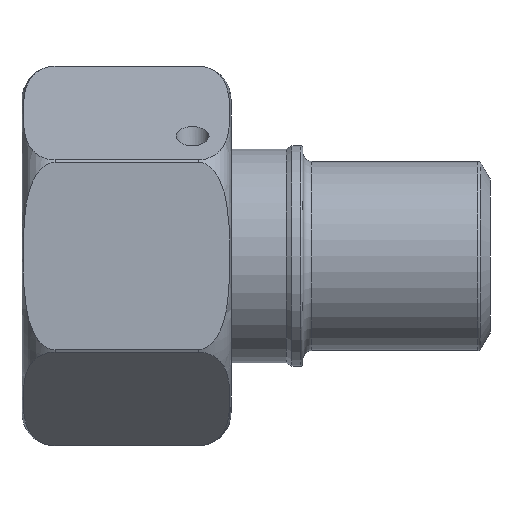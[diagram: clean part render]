
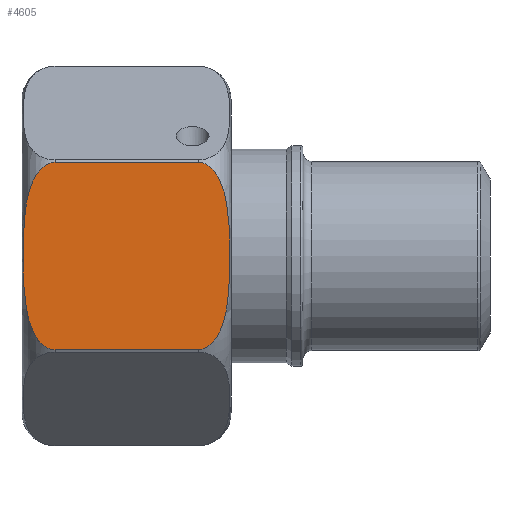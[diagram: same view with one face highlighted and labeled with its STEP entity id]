
A CAD part, front view. The second image highlights one B-rep face of the part: STEP entity #4605.
In plain terms, the highlighted planar face has unit normal (0, -1, 0).
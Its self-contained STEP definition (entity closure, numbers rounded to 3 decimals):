
#261=LINE('',#7202,#804);
#263=LINE('',#7208,#806);
#804=VECTOR('',#5501,1.);
#806=VECTOR('',#5507,1.);
#1192=B_SPLINE_CURVE_WITH_KNOTS('',3,(#7077,#7078,#7079,#7080,#7081,#7082,
#7083,#7084,#7085,#7086,#7087,#7088,#7089,#7090,#7091,#7092,#7093,#7094,
#7095,#7096,#7097,#7098),.UNSPECIFIED.,.F.,.F.,(4,2,2,2,2,2,2,2,2,2,4),
(0.917,0.985,1.075,1.222,
1.528,1.834,2.139,2.445,2.592,
2.682,2.75),.UNSPECIFIED.);
#1197=B_SPLINE_CURVE_WITH_KNOTS('',3,(#7239,#7240,#7241,#7242,#7243,#7244,
#7245,#7246,#7247,#7248,#7249,#7250,#7251,#7252,#7253,#7254,#7255,#7256,
#7257,#7258,#7259,#7260,#7261),.UNSPECIFIED.,.F.,.F.,(4,2,2,2,2,3,2,2,2,
2,4),(2.75,2.818,2.908,3.056,
3.361,3.667,3.973,4.279,4.426,
4.516,4.584),.UNSPECIFIED.);
#1232=PLANE('',#5011);
#1459=FACE_OUTER_BOUND('',#1727,.T.);
#1727=EDGE_LOOP('',(#3491,#3492,#3493,#3494));
#2243=VERTEX_POINT('',#7074);
#2244=VERTEX_POINT('',#7076);
#2253=VERTEX_POINT('',#7201);
#2255=VERTEX_POINT('',#7207);
#2699=EDGE_CURVE('',#2244,#2243,#1192,.T.);
#2709=EDGE_CURVE('',#2243,#2253,#261,.T.);
#2712=EDGE_CURVE('',#2255,#2244,#263,.T.);
#2728=EDGE_CURVE('',#2253,#2255,#1197,.T.);
#3491=ORIENTED_EDGE('',*,*,#2712,.T.);
#3492=ORIENTED_EDGE('',*,*,#2699,.T.);
#3493=ORIENTED_EDGE('',*,*,#2709,.T.);
#3494=ORIENTED_EDGE('',*,*,#2728,.T.);
#4605=ADVANCED_FACE('',(#1459),#1232,.F.);
#5011=AXIS2_PLACEMENT_3D('',#7455,#5604,#5605);
#5501=DIRECTION('',(1.,0.,0.));
#5507=DIRECTION('',(-1.,0.,0.));
#5604=DIRECTION('center_axis',(0.,1.,0.));
#5605=DIRECTION('ref_axis',(0.,0.,1.));
#7074=CARTESIAN_POINT('',(3.,-15.,-8.518));
#7076=CARTESIAN_POINT('',(3.,-15.,8.518));
#7077=CARTESIAN_POINT('Ctrl Pts',(3.,-15.,8.518));
#7078=CARTESIAN_POINT('Ctrl Pts',(2.773,-15.,8.518));
#7079=CARTESIAN_POINT('Ctrl Pts',(2.509,-15.,8.452));
#7080=CARTESIAN_POINT('Ctrl Pts',(2.036,-15.,8.22));
#7081=CARTESIAN_POINT('Ctrl Pts',(1.763,-15.,7.986));
#7082=CARTESIAN_POINT('Ctrl Pts',(1.252,-15.,7.382));
#7083=CARTESIAN_POINT('Ctrl Pts',(0.986,-15.,6.857));
#7084=CARTESIAN_POINT('Ctrl Pts',(0.463,-15.,5.441));
#7085=CARTESIAN_POINT('Ctrl Pts',(0.3,-15.,4.35));
#7086=CARTESIAN_POINT('Ctrl Pts',(0.116,-15.,2.139));
#7087=CARTESIAN_POINT('Ctrl Pts',(0.095,-15.,1.019));
#7088=CARTESIAN_POINT('Ctrl Pts',(0.095,-15.,-1.019));
#7089=CARTESIAN_POINT('Ctrl Pts',(0.116,-15.,-2.139));
#7090=CARTESIAN_POINT('Ctrl Pts',(0.3,-15.,-4.35));
#7091=CARTESIAN_POINT('Ctrl Pts',(0.463,-15.,-5.441));
#7092=CARTESIAN_POINT('Ctrl Pts',(0.986,-15.,-6.857));
#7093=CARTESIAN_POINT('Ctrl Pts',(1.252,-15.,-7.382));
#7094=CARTESIAN_POINT('Ctrl Pts',(1.763,-15.,-7.986));
#7095=CARTESIAN_POINT('Ctrl Pts',(2.036,-15.,-8.22));
#7096=CARTESIAN_POINT('Ctrl Pts',(2.509,-15.,-8.452));
#7097=CARTESIAN_POINT('Ctrl Pts',(2.773,-15.,-8.518));
#7098=CARTESIAN_POINT('Ctrl Pts',(3.,-15.,-8.518));
#7201=CARTESIAN_POINT('',(16.,-15.,-8.518));
#7202=CARTESIAN_POINT('',(0.,-15.,-8.518));
#7207=CARTESIAN_POINT('',(16.,-15.,8.518));
#7208=CARTESIAN_POINT('',(0.,-15.,8.518));
#7239=CARTESIAN_POINT('Ctrl Pts',(16.,-15.,-8.518));
#7240=CARTESIAN_POINT('Ctrl Pts',(16.227,-15.,-8.518));
#7241=CARTESIAN_POINT('Ctrl Pts',(16.491,-15.,-8.452));
#7242=CARTESIAN_POINT('Ctrl Pts',(16.964,-15.,-8.22));
#7243=CARTESIAN_POINT('Ctrl Pts',(17.237,-15.,-7.986));
#7244=CARTESIAN_POINT('Ctrl Pts',(17.748,-15.,-7.382));
#7245=CARTESIAN_POINT('Ctrl Pts',(18.014,-15.,-6.857));
#7246=CARTESIAN_POINT('Ctrl Pts',(18.537,-15.,-5.441));
#7247=CARTESIAN_POINT('Ctrl Pts',(18.7,-15.,-4.35));
#7248=CARTESIAN_POINT('Ctrl Pts',(18.884,-15.,-2.139));
#7249=CARTESIAN_POINT('Ctrl Pts',(18.905,-15.,-1.019));
#7250=CARTESIAN_POINT('Ctrl Pts',(18.905,-15.,0.));
#7251=CARTESIAN_POINT('Ctrl Pts',(18.905,-15.,1.019));
#7252=CARTESIAN_POINT('Ctrl Pts',(18.884,-15.,2.139));
#7253=CARTESIAN_POINT('Ctrl Pts',(18.7,-15.,4.35));
#7254=CARTESIAN_POINT('Ctrl Pts',(18.537,-15.,5.441));
#7255=CARTESIAN_POINT('Ctrl Pts',(18.014,-15.,6.857));
#7256=CARTESIAN_POINT('Ctrl Pts',(17.748,-15.,7.382));
#7257=CARTESIAN_POINT('Ctrl Pts',(17.237,-15.,7.986));
#7258=CARTESIAN_POINT('Ctrl Pts',(16.964,-15.,8.22));
#7259=CARTESIAN_POINT('Ctrl Pts',(16.491,-15.,8.452));
#7260=CARTESIAN_POINT('Ctrl Pts',(16.227,-15.,8.518));
#7261=CARTESIAN_POINT('Ctrl Pts',(16.,-15.,8.518));
#7455=CARTESIAN_POINT('Origin',(25.,-15.,8.66));
